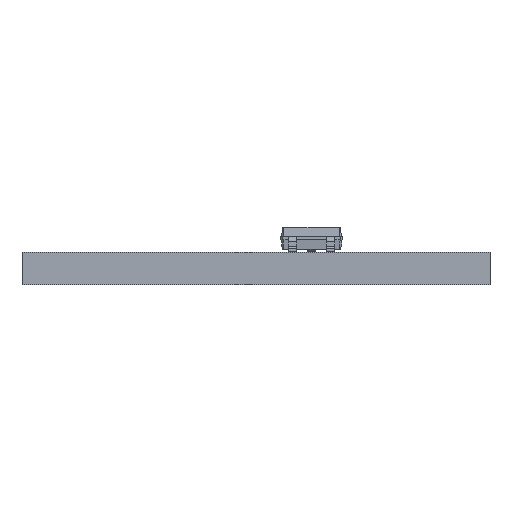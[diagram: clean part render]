
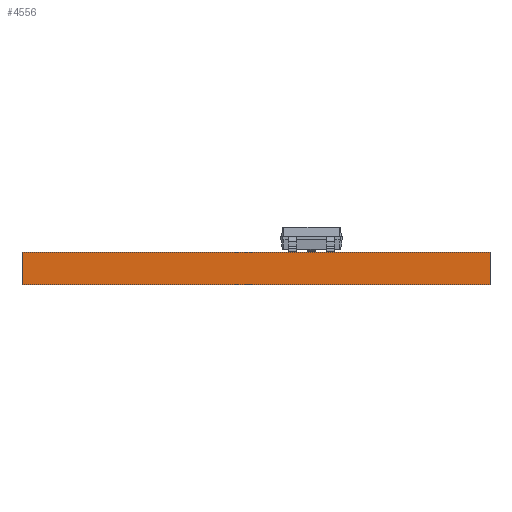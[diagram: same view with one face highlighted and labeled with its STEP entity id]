
A CAD part, front view. The second image highlights one B-rep face of the part: STEP entity #4556.
In plain terms, the highlighted planar face has unit normal (0, -1, 0).
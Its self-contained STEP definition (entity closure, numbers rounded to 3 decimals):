
#4556 = ADVANCED_FACE('',(#4557),#4571,.T.);
#4557 = FACE_BOUND('',#4558,.T.);
#4558 = EDGE_LOOP('',(#4559,#4594,#4622,#4650));
#4559 = ORIENTED_EDGE('',*,*,#4560,.T.);
#4560 = EDGE_CURVE('',#4561,#4563,#4565,.T.);
#4561 = VERTEX_POINT('',#4562);
#4562 = CARTESIAN_POINT('',(70.5,-70.5,0.));
#4563 = VERTEX_POINT('',#4564);
#4564 = CARTESIAN_POINT('',(70.5,-70.5,1.6));
#4565 = SURFACE_CURVE('',#4566,(#4570,#4582),.PCURVE_S1.);
#4566 = LINE('',#4567,#4568);
#4567 = CARTESIAN_POINT('',(70.5,-70.5,0.));
#4568 = VECTOR('',#4569,1.);
#4569 = DIRECTION('',(0.,0.,1.));
#4570 = PCURVE('',#4571,#4576);
#4571 = PLANE('',#4572);
#4572 = AXIS2_PLACEMENT_3D('',#4573,#4574,#4575);
#4573 = CARTESIAN_POINT('',(70.5,-70.5,0.));
#4574 = DIRECTION('',(0.,-1.,0.));
#4575 = DIRECTION('',(-1.,0.,0.));
#4576 = DEFINITIONAL_REPRESENTATION('',(#4577),#4581);
#4577 = LINE('',#4578,#4579);
#4578 = CARTESIAN_POINT('',(0.,-0.));
#4579 = VECTOR('',#4580,1.);
#4580 = DIRECTION('',(0.,-1.));
#4581 = ( GEOMETRIC_REPRESENTATION_CONTEXT(2) 
PARAMETRIC_REPRESENTATION_CONTEXT() REPRESENTATION_CONTEXT('2D SPACE',''
  ) );
#4582 = PCURVE('',#4583,#4588);
#4583 = PLANE('',#4584);
#4584 = AXIS2_PLACEMENT_3D('',#4585,#4586,#4587);
#4585 = CARTESIAN_POINT('',(70.5,-47.5,0.));
#4586 = DIRECTION('',(1.,0.,-0.));
#4587 = DIRECTION('',(0.,-1.,0.));
#4588 = DEFINITIONAL_REPRESENTATION('',(#4589),#4593);
#4589 = LINE('',#4590,#4591);
#4590 = CARTESIAN_POINT('',(23.,0.));
#4591 = VECTOR('',#4592,1.);
#4592 = DIRECTION('',(0.,-1.));
#4593 = ( GEOMETRIC_REPRESENTATION_CONTEXT(2) 
PARAMETRIC_REPRESENTATION_CONTEXT() REPRESENTATION_CONTEXT('2D SPACE',''
  ) );
#4594 = ORIENTED_EDGE('',*,*,#4595,.T.);
#4595 = EDGE_CURVE('',#4563,#4596,#4598,.T.);
#4596 = VERTEX_POINT('',#4597);
#4597 = CARTESIAN_POINT('',(47.5,-70.5,1.6));
#4598 = SURFACE_CURVE('',#4599,(#4603,#4610),.PCURVE_S1.);
#4599 = LINE('',#4600,#4601);
#4600 = CARTESIAN_POINT('',(70.5,-70.5,1.6));
#4601 = VECTOR('',#4602,1.);
#4602 = DIRECTION('',(-1.,0.,0.));
#4603 = PCURVE('',#4571,#4604);
#4604 = DEFINITIONAL_REPRESENTATION('',(#4605),#4609);
#4605 = LINE('',#4606,#4607);
#4606 = CARTESIAN_POINT('',(0.,-1.6));
#4607 = VECTOR('',#4608,1.);
#4608 = DIRECTION('',(1.,0.));
#4609 = ( GEOMETRIC_REPRESENTATION_CONTEXT(2) 
PARAMETRIC_REPRESENTATION_CONTEXT() REPRESENTATION_CONTEXT('2D SPACE',''
  ) );
#4610 = PCURVE('',#4611,#4616);
#4611 = PLANE('',#4612);
#4612 = AXIS2_PLACEMENT_3D('',#4613,#4614,#4615);
#4613 = CARTESIAN_POINT('',(59.,-59.,1.6));
#4614 = DIRECTION('',(-0.,-0.,-1.));
#4615 = DIRECTION('',(-1.,0.,0.));
#4616 = DEFINITIONAL_REPRESENTATION('',(#4617),#4621);
#4617 = LINE('',#4618,#4619);
#4618 = CARTESIAN_POINT('',(-11.5,-11.5));
#4619 = VECTOR('',#4620,1.);
#4620 = DIRECTION('',(1.,0.));
#4621 = ( GEOMETRIC_REPRESENTATION_CONTEXT(2) 
PARAMETRIC_REPRESENTATION_CONTEXT() REPRESENTATION_CONTEXT('2D SPACE',''
  ) );
#4622 = ORIENTED_EDGE('',*,*,#4623,.F.);
#4623 = EDGE_CURVE('',#4624,#4596,#4626,.T.);
#4624 = VERTEX_POINT('',#4625);
#4625 = CARTESIAN_POINT('',(47.5,-70.5,0.));
#4626 = SURFACE_CURVE('',#4627,(#4631,#4638),.PCURVE_S1.);
#4627 = LINE('',#4628,#4629);
#4628 = CARTESIAN_POINT('',(47.5,-70.5,0.));
#4629 = VECTOR('',#4630,1.);
#4630 = DIRECTION('',(0.,0.,1.));
#4631 = PCURVE('',#4571,#4632);
#4632 = DEFINITIONAL_REPRESENTATION('',(#4633),#4637);
#4633 = LINE('',#4634,#4635);
#4634 = CARTESIAN_POINT('',(23.,0.));
#4635 = VECTOR('',#4636,1.);
#4636 = DIRECTION('',(0.,-1.));
#4637 = ( GEOMETRIC_REPRESENTATION_CONTEXT(2) 
PARAMETRIC_REPRESENTATION_CONTEXT() REPRESENTATION_CONTEXT('2D SPACE',''
  ) );
#4638 = PCURVE('',#4639,#4644);
#4639 = PLANE('',#4640);
#4640 = AXIS2_PLACEMENT_3D('',#4641,#4642,#4643);
#4641 = CARTESIAN_POINT('',(47.5,-70.5,0.));
#4642 = DIRECTION('',(-1.,0.,0.));
#4643 = DIRECTION('',(0.,1.,0.));
#4644 = DEFINITIONAL_REPRESENTATION('',(#4645),#4649);
#4645 = LINE('',#4646,#4647);
#4646 = CARTESIAN_POINT('',(0.,0.));
#4647 = VECTOR('',#4648,1.);
#4648 = DIRECTION('',(0.,-1.));
#4649 = ( GEOMETRIC_REPRESENTATION_CONTEXT(2) 
PARAMETRIC_REPRESENTATION_CONTEXT() REPRESENTATION_CONTEXT('2D SPACE',''
  ) );
#4650 = ORIENTED_EDGE('',*,*,#4651,.F.);
#4651 = EDGE_CURVE('',#4561,#4624,#4652,.T.);
#4652 = SURFACE_CURVE('',#4653,(#4657,#4664),.PCURVE_S1.);
#4653 = LINE('',#4654,#4655);
#4654 = CARTESIAN_POINT('',(70.5,-70.5,0.));
#4655 = VECTOR('',#4656,1.);
#4656 = DIRECTION('',(-1.,0.,0.));
#4657 = PCURVE('',#4571,#4658);
#4658 = DEFINITIONAL_REPRESENTATION('',(#4659),#4663);
#4659 = LINE('',#4660,#4661);
#4660 = CARTESIAN_POINT('',(0.,-0.));
#4661 = VECTOR('',#4662,1.);
#4662 = DIRECTION('',(1.,0.));
#4663 = ( GEOMETRIC_REPRESENTATION_CONTEXT(2) 
PARAMETRIC_REPRESENTATION_CONTEXT() REPRESENTATION_CONTEXT('2D SPACE',''
  ) );
#4664 = PCURVE('',#4665,#4670);
#4665 = PLANE('',#4666);
#4666 = AXIS2_PLACEMENT_3D('',#4667,#4668,#4669);
#4667 = CARTESIAN_POINT('',(59.,-59.,0.));
#4668 = DIRECTION('',(-0.,-0.,-1.));
#4669 = DIRECTION('',(-1.,0.,0.));
#4670 = DEFINITIONAL_REPRESENTATION('',(#4671),#4675);
#4671 = LINE('',#4672,#4673);
#4672 = CARTESIAN_POINT('',(-11.5,-11.5));
#4673 = VECTOR('',#4674,1.);
#4674 = DIRECTION('',(1.,0.));
#4675 = ( GEOMETRIC_REPRESENTATION_CONTEXT(2) 
PARAMETRIC_REPRESENTATION_CONTEXT() REPRESENTATION_CONTEXT('2D SPACE',''
  ) );
